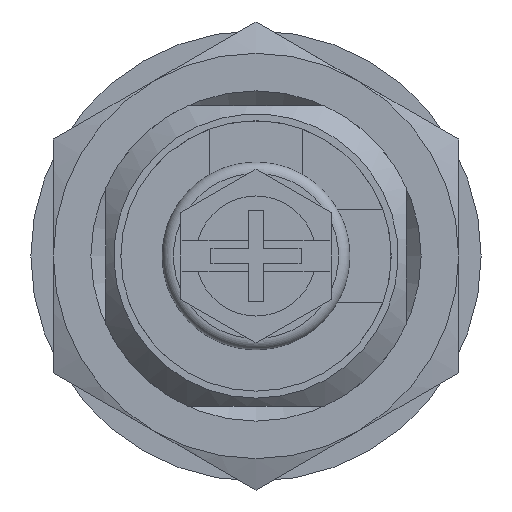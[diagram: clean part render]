
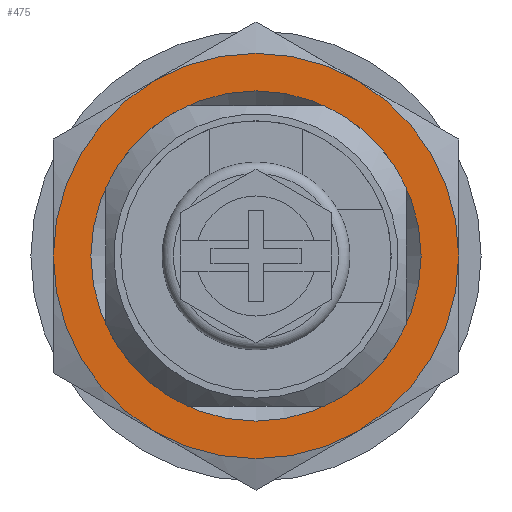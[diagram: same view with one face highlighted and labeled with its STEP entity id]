
A CAD part, front view. The second image highlights one B-rep face of the part: STEP entity #475.
In plain terms, the highlighted planar face has unit normal (0, -1, 0).
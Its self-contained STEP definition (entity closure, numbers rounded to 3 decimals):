
#475 = ADVANCED_FACE( '', ( #943, #944 ), #945, .T. );
#943 = FACE_OUTER_BOUND( '', #1403, .T. );
#944 = FACE_BOUND( '', #1404, .T. );
#945 = PLANE( '', #1405 );
#1403 = EDGE_LOOP( '', ( #2449, #2450, #2451, #2452, #2453, #2454 ) );
#1404 = EDGE_LOOP( '', ( #2455 ) );
#1405 = AXIS2_PLACEMENT_3D( '', #2456, #2457, #2458 );
#2449 = ORIENTED_EDGE( '', *, *, #2665, .T. );
#2450 = ORIENTED_EDGE( '', *, *, #3041, .T. );
#2451 = ORIENTED_EDGE( '', *, *, #2937, .T. );
#2452 = ORIENTED_EDGE( '', *, *, #2815, .T. );
#2453 = ORIENTED_EDGE( '', *, *, #2821, .T. );
#2454 = ORIENTED_EDGE( '', *, *, #2684, .T. );
#2455 = ORIENTED_EDGE( '', *, *, #2810, .F. );
#2456 = CARTESIAN_POINT( '', ( 11., -4.8, 0. ) );
#2457 = DIRECTION( '', ( 0., -1., 0. ) );
#2458 = DIRECTION( '', ( 0., 0., -1. ) );
#2665 = EDGE_CURVE( '', #3140, #3141, #3142, .T. );
#2684 = EDGE_CURVE( '', #3174, #3140, #3175, .T. );
#2810 = EDGE_CURVE( '', #3378, #3378, #3379, .T. );
#2815 = EDGE_CURVE( '', #3383, #3386, #3388, .T. );
#2821 = EDGE_CURVE( '', #3386, #3174, #3396, .T. );
#2937 = EDGE_CURVE( '', #3219, #3383, #3561, .T. );
#3041 = EDGE_CURVE( '', #3141, #3219, #3683, .T. );
#3140 = VERTEX_POINT( '', #3797 );
#3141 = VERTEX_POINT( '', #3798 );
#3142 = CIRCLE( '', #3799, 13.5 );
#3174 = VERTEX_POINT( '', #3850 );
#3175 = CIRCLE( '', #3851, 13.5 );
#3219 = VERTEX_POINT( '', #3926 );
#3378 = VERTEX_POINT( '', #4154 );
#3379 = CIRCLE( '', #4155, 11. );
#3383 = VERTEX_POINT( '', #4159 );
#3386 = VERTEX_POINT( '', #4167 );
#3388 = CIRCLE( '', #4174, 13.5 );
#3396 = CIRCLE( '', #4184, 13.5 );
#3561 = CIRCLE( '', #4494, 13.5 );
#3683 = CIRCLE( '', #4683, 13.5 );
#3797 = CARTESIAN_POINT( '', ( 6.75, -4.8, -11.691 ) );
#3798 = CARTESIAN_POINT( '', ( 13.5, -4.8, 0. ) );
#3799 = AXIS2_PLACEMENT_3D( '', #4790, #4791, #4792 );
#3850 = CARTESIAN_POINT( '', ( -6.75, -4.8, -11.691 ) );
#3851 = AXIS2_PLACEMENT_3D( '', #4811, #4812, #4813 );
#3926 = CARTESIAN_POINT( '', ( 6.75, -4.8, 11.691 ) );
#4154 = CARTESIAN_POINT( '', ( 0., -4.8, -11. ) );
#4155 = AXIS2_PLACEMENT_3D( '', #4952, #4953, #4954 );
#4159 = CARTESIAN_POINT( '', ( -6.75, -4.8, 11.691 ) );
#4167 = CARTESIAN_POINT( '', ( -13.5, -4.8, 0. ) );
#4174 = AXIS2_PLACEMENT_3D( '', #4958, #4959, #4960 );
#4184 = AXIS2_PLACEMENT_3D( '', #4966, #4967, #4968 );
#4494 = AXIS2_PLACEMENT_3D( '', #5086, #5087, #5088 );
#4683 = AXIS2_PLACEMENT_3D( '', #5162, #5163, #5164 );
#4790 = CARTESIAN_POINT( '', ( 0., -4.8, 0. ) );
#4791 = DIRECTION( '', ( 0., -1., 0. ) );
#4792 = DIRECTION( '', ( 0., 0., -1. ) );
#4811 = CARTESIAN_POINT( '', ( 0., -4.8, 0. ) );
#4812 = DIRECTION( '', ( 0., -1., 0. ) );
#4813 = DIRECTION( '', ( 0., 0., -1. ) );
#4952 = CARTESIAN_POINT( '', ( 0., -4.8, 0. ) );
#4953 = DIRECTION( '', ( 0., -1., 0. ) );
#4954 = DIRECTION( '', ( 0., 0., -1. ) );
#4958 = CARTESIAN_POINT( '', ( 0., -4.8, 0. ) );
#4959 = DIRECTION( '', ( 0., -1., 0. ) );
#4960 = DIRECTION( '', ( 0., 0., -1. ) );
#4966 = CARTESIAN_POINT( '', ( 0., -4.8, 0. ) );
#4967 = DIRECTION( '', ( 0., -1., 0. ) );
#4968 = DIRECTION( '', ( 0., 0., -1. ) );
#5086 = CARTESIAN_POINT( '', ( 0., -4.8, 0. ) );
#5087 = DIRECTION( '', ( 0., -1., 0. ) );
#5088 = DIRECTION( '', ( 0., 0., -1. ) );
#5162 = CARTESIAN_POINT( '', ( 0., -4.8, 0. ) );
#5163 = DIRECTION( '', ( 0., -1., 0. ) );
#5164 = DIRECTION( '', ( 0., 0., -1. ) );
